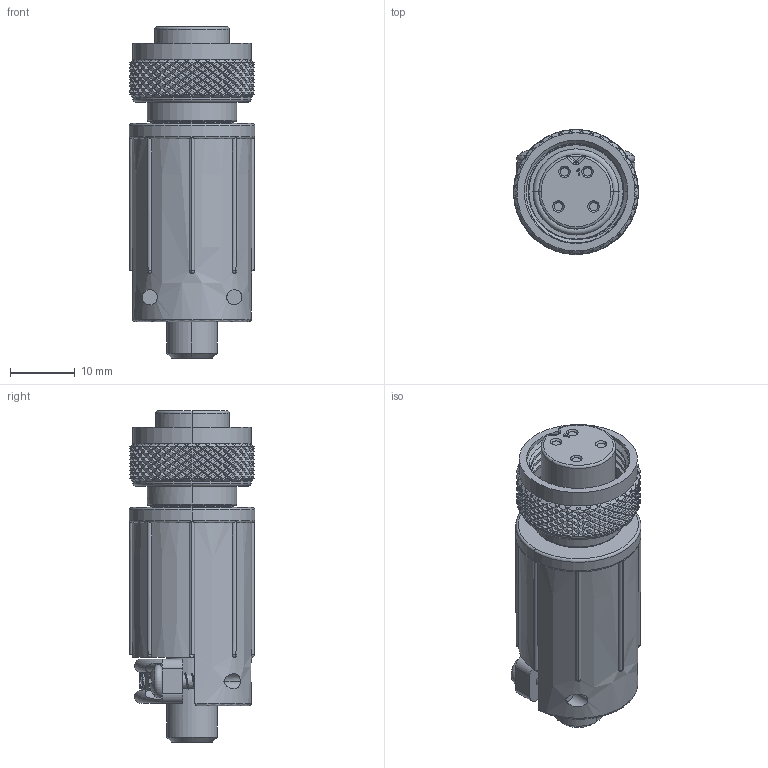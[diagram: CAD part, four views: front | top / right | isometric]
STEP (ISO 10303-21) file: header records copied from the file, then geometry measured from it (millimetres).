
FILE_DESCRIPTION (( 'STEP AP203' ), '1' );
FILE_NAME ('SF6282-4SG-520.STEP', '2021-06-28T18:21:35', ( '' ), ( '' ), 'SwSTEP 2.0', 'SolidWorks 2020', '' );
FILE_SCHEMA (( 'CONFIG_CONTROL_DESIGN' ));
Products named in the file (1): SF6282-4SG-520
Bounding box: 19.38 x 19.38 x 51.38 mm (x, y, z)
Volume: 10552.5 mm3; surface area: 5798.1 mm2
Topology: 2 solids, 2 shells, 2279 faces, 4907 edges, 2634 vertices
Faces by surface type: bspline 1611, cylinder 456, plane 118, cone 41, torus 36, sphere 17
Entity records: 99383 total; most frequent: CARTESIAN_POINT 68764, ORIENTED_EDGE 9742, EDGE_CURVE 4871, VERTEX_POINT 2618, DIRECTION 2397, EDGE_LOOP 2307, FACE_OUTER_BOUND 2279, ADVANCED_FACE 2279
